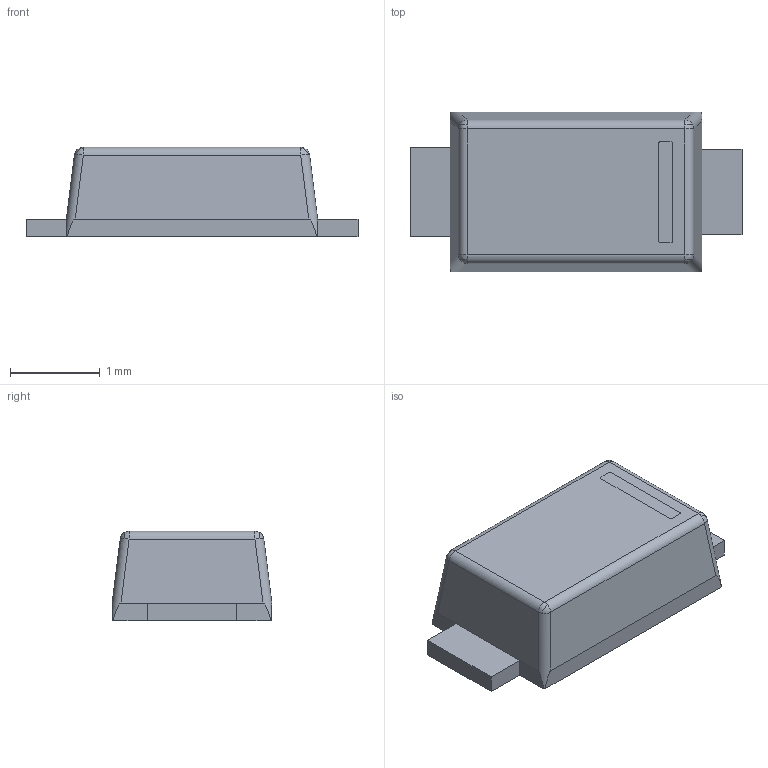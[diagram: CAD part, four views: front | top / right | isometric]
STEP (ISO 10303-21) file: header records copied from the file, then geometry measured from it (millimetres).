
FILE_DESCRIPTION (( 'STEP AP214' ), '1' );
FILE_NAME ('DFLS1150-7.STEP', '2024-05-24T02:55:26', ( '' ), ( '' ), 'SwSTEP 2.0', 'SolidWorks 2023', '' );
FILE_SCHEMA (( 'AUTOMOTIVE_DESIGN' ));
Length unit declared in the file: inch
Products named in the file (4): 2; 1; DFLS1150-7; 3
Assembly tree (3 placements, depth 2):
  DFLS1150-7
    1
    2
    3
Bounding box: 3.7 x 1.78 x 1 mm (x, y, z)
Volume: 5.3 mm3; surface area: 33.7 mm2
Topology: 6 solids, 6 shells, 82 faces, 206 edges, 128 vertices
Faces by surface type: plane 62, cylinder 12, bspline 8
Entity records: 3476 total; most frequent: CARTESIAN_POINT 570, ORIENTED_EDGE 396, DIRECTION 382, EDGE_CURVE 198, LINE 150, VECTOR 150, VERTEX_POINT 128, AXIS2_PLACEMENT_3D 116
